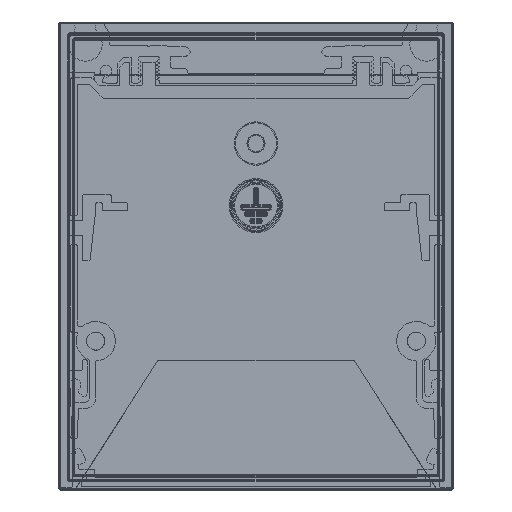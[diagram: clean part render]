
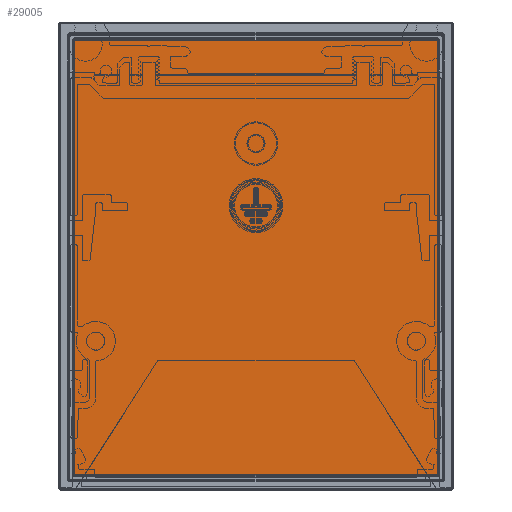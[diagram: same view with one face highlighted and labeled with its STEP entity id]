
A CAD part, front view. The second image highlights one B-rep face of the part: STEP entity #29005.
In plain terms, the highlighted planar face has unit normal (0, -1, 0).
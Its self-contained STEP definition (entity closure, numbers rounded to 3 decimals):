
#1373=PLANE('',#32277);
#2784=FACE_OUTER_BOUND('',#4561,.T.);
#4561=EDGE_LOOP('',(#24555,#24556,#24557,#24558,#24559,#24560,#24561,#24562));
#6341=CIRCLE('',#31794,0.001);
#6346=CIRCLE('',#31800,0.001);
#6561=CIRCLE('',#32267,0.001);
#6565=CIRCLE('',#32272,0.001);
#8148=LINE('',#52836,#10359);
#8407=LINE('',#55838,#10618);
#8409=LINE('',#55875,#10620);
#8411=LINE('',#55908,#10622);
#10359=VECTOR('',#38817,10.);
#10618=VECTOR('',#40006,10.);
#10620=VECTOR('',#40020,10.);
#10622=VECTOR('',#40030,10.);
#13272=VERTEX_POINT('',#52824);
#13274=VERTEX_POINT('',#52827);
#13276=VERTEX_POINT('',#52833);
#13278=VERTEX_POINT('',#52863);
#13587=VERTEX_POINT('',#55837);
#13588=VERTEX_POINT('',#55865);
#13590=VERTEX_POINT('',#55871);
#13592=VERTEX_POINT('',#55901);
#16826=EDGE_CURVE('',#13274,#13272,#6341,.T.);
#16830=EDGE_CURVE('',#13272,#13276,#8148,.T.);
#16833=EDGE_CURVE('',#13276,#13278,#6346,.T.);
#17414=EDGE_CURVE('',#13274,#13587,#8407,.T.);
#17418=EDGE_CURVE('',#13587,#13588,#6561,.T.);
#17421=EDGE_CURVE('',#13588,#13590,#8409,.T.);
#17424=EDGE_CURVE('',#13590,#13592,#6565,.T.);
#17426=EDGE_CURVE('',#13592,#13278,#8411,.T.);
#24555=ORIENTED_EDGE('',*,*,#17426,.F.);
#24556=ORIENTED_EDGE('',*,*,#17424,.F.);
#24557=ORIENTED_EDGE('',*,*,#17421,.F.);
#24558=ORIENTED_EDGE('',*,*,#17418,.F.);
#24559=ORIENTED_EDGE('',*,*,#17414,.F.);
#24560=ORIENTED_EDGE('',*,*,#16826,.T.);
#24561=ORIENTED_EDGE('',*,*,#16830,.T.);
#24562=ORIENTED_EDGE('',*,*,#16833,.T.);
#29005=ADVANCED_FACE('',(#2784),#1373,.F.);
#31794=AXIS2_PLACEMENT_3D('',#52828,#38807,#38808);
#31800=AXIS2_PLACEMENT_3D('',#52866,#38821,#38822);
#32267=AXIS2_PLACEMENT_3D('',#55869,#40013,#40014);
#32272=AXIS2_PLACEMENT_3D('',#55905,#40025,#40026);
#32277=AXIS2_PLACEMENT_3D('',#55915,#40040,#40041);
#38807=DIRECTION('center_axis',(0.,-1.,0.));
#38808=DIRECTION('ref_axis',(0.707,0.,-0.707));
#38817=DIRECTION('',(0.,0.,1.));
#38821=DIRECTION('center_axis',(0.,-1.,0.));
#38822=DIRECTION('ref_axis',(0.707,0.,0.707));
#40006=DIRECTION('',(-1.,0.,0.));
#40013=DIRECTION('center_axis',(0.,1.,0.));
#40014=DIRECTION('ref_axis',(-0.707,0.,-0.707));
#40020=DIRECTION('',(0.,0.,1.));
#40025=DIRECTION('center_axis',(0.,1.,0.));
#40026=DIRECTION('ref_axis',(-0.707,0.,0.707));
#40030=DIRECTION('',(1.,0.,0.));
#40040=DIRECTION('center_axis',(0.,1.,0.));
#40041=DIRECTION('ref_axis',(1.,0.,0.));
#52824=CARTESIAN_POINT('',(35.008,-575.5,-77.507));
#52827=CARTESIAN_POINT('',(35.007,-575.5,-77.508));
#52828=CARTESIAN_POINT('Origin',(35.007,-575.5,-77.507));
#52833=CARTESIAN_POINT('',(35.008,-575.5,6.507));
#52836=CARTESIAN_POINT('',(35.008,-575.5,-14.4));
#52863=CARTESIAN_POINT('',(35.007,-575.5,6.508));
#52866=CARTESIAN_POINT('Origin',(35.007,-575.5,6.507));
#55837=CARTESIAN_POINT('',(-35.007,-575.5,-77.508));
#55838=CARTESIAN_POINT('',(-17.6,-575.5,-77.508));
#55865=CARTESIAN_POINT('',(-35.008,-575.5,-77.507));
#55869=CARTESIAN_POINT('Origin',(-35.007,-575.5,-77.507));
#55871=CARTESIAN_POINT('',(-35.008,-575.5,6.507));
#55875=CARTESIAN_POINT('',(-35.008,-575.5,-14.4));
#55901=CARTESIAN_POINT('',(-35.007,-575.5,6.508));
#55905=CARTESIAN_POINT('Origin',(-35.007,-575.5,6.507));
#55908=CARTESIAN_POINT('',(17.6,-575.5,6.508));
#55915=CARTESIAN_POINT('Origin',(0.,-575.5,-35.5));
